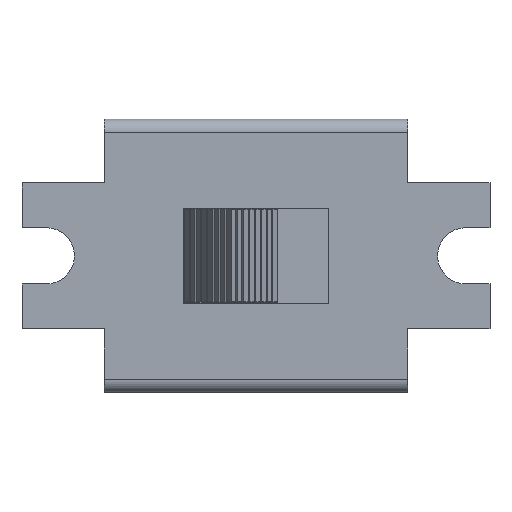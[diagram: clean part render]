
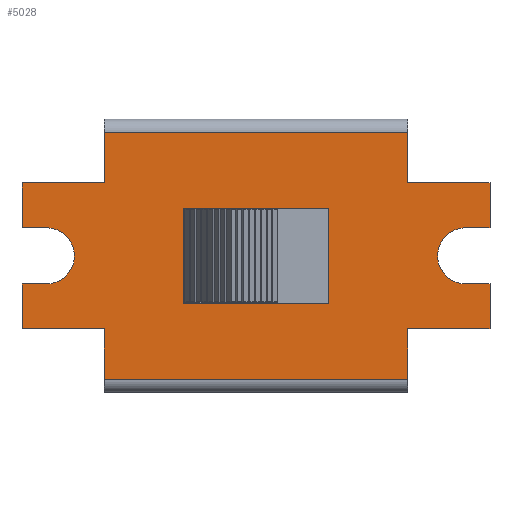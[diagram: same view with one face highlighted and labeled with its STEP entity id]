
A CAD part, top view. The second image highlights one B-rep face of the part: STEP entity #5028.
In plain terms, the highlighted planar face has unit normal (0, 0, 1).
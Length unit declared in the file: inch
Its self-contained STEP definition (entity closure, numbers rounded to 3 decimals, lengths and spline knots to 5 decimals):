
#144=FACE_BOUND('',#772,.T.);
#273=PLANE('',#5348);
#500=FACE_OUTER_BOUND('',#771,.T.);
#771=EDGE_LOOP('',(#4029,#4030,#4031,#4032,#4033,#4034,#4035,#4036,#4037,
#4038,#4039,#4040,#4041,#4042,#4043,#4044,#4045,#4046,#4047,#4048));
#772=EDGE_LOOP('',(#4049,#4050,#4051,#4052));
#950=CIRCLE('',#5299,0.04626);
#954=CIRCLE('',#5312,0.04626);
#1226=LINE('',#7326,#1796);
#1230=LINE('',#7333,#1800);
#1233=LINE('',#7339,#1803);
#1237=LINE('',#7351,#1807);
#1240=LINE('',#7357,#1810);
#1243=LINE('',#7363,#1813);
#1248=LINE('',#7373,#1818);
#1263=LINE('',#7407,#1833);
#1267=LINE('',#7414,#1837);
#1270=LINE('',#7420,#1840);
#1274=LINE('',#7432,#1844);
#1277=LINE('',#7438,#1847);
#1280=LINE('',#7444,#1850);
#1283=LINE('',#7450,#1853);
#1287=LINE('',#7458,#1857);
#1290=LINE('',#7464,#1860);
#1293=LINE('',#7469,#1863);
#1322=LINE('',#7524,#1892);
#1323=LINE('',#7527,#1893);
#1324=LINE('',#7531,#1894);
#1325=LINE('',#7532,#1895);
#1326=LINE('',#7533,#1896);
#1796=VECTOR('',#5976,0.3937);
#1800=VECTOR('',#5982,0.3937);
#1803=VECTOR('',#5987,0.3937);
#1807=VECTOR('',#5999,0.3937);
#1810=VECTOR('',#6004,0.3937);
#1813=VECTOR('',#6009,0.3937);
#1818=VECTOR('',#6018,0.3937);
#1833=VECTOR('',#6039,0.3937);
#1837=VECTOR('',#6045,0.3937);
#1840=VECTOR('',#6050,0.3937);
#1844=VECTOR('',#6062,0.3937);
#1847=VECTOR('',#6067,0.3937);
#1850=VECTOR('',#6072,0.3937);
#1853=VECTOR('',#6077,0.3937);
#1857=VECTOR('',#6083,0.3937);
#1860=VECTOR('',#6088,0.3937);
#1863=VECTOR('',#6093,0.3937);
#1892=VECTOR('',#6172,0.3937);
#1893=VECTOR('',#6177,0.3937);
#1894=VECTOR('',#6180,0.3937);
#1895=VECTOR('',#6181,0.3937);
#1896=VECTOR('',#6182,0.3937);
#2331=VERTEX_POINT('',#7324);
#2332=VERTEX_POINT('',#7325);
#2334=VERTEX_POINT('',#7332);
#2336=VERTEX_POINT('',#7338);
#2338=VERTEX_POINT('',#7344);
#2340=VERTEX_POINT('',#7350);
#2342=VERTEX_POINT('',#7356);
#2344=VERTEX_POINT('',#7362);
#2347=VERTEX_POINT('',#7371);
#2362=VERTEX_POINT('',#7405);
#2363=VERTEX_POINT('',#7406);
#2365=VERTEX_POINT('',#7413);
#2367=VERTEX_POINT('',#7419);
#2369=VERTEX_POINT('',#7425);
#2371=VERTEX_POINT('',#7431);
#2373=VERTEX_POINT('',#7437);
#2375=VERTEX_POINT('',#7443);
#2376=VERTEX_POINT('',#7448);
#2377=VERTEX_POINT('',#7449);
#2380=VERTEX_POINT('',#7457);
#2382=VERTEX_POINT('',#7463);
#2384=VERTEX_POINT('',#7523);
#2385=VERTEX_POINT('',#7529);
#2386=VERTEX_POINT('',#7530);
#2899=EDGE_CURVE('',#2331,#2332,#1226,.T.);
#2903=EDGE_CURVE('',#2334,#2331,#1230,.T.);
#2906=EDGE_CURVE('',#2336,#2334,#1233,.T.);
#2909=EDGE_CURVE('',#2338,#2336,#950,.T.);
#2912=EDGE_CURVE('',#2340,#2338,#1237,.T.);
#2915=EDGE_CURVE('',#2342,#2340,#1240,.T.);
#2918=EDGE_CURVE('',#2344,#2342,#1243,.T.);
#2924=EDGE_CURVE('',#2347,#2344,#1248,.T.);
#2940=EDGE_CURVE('',#2362,#2363,#1263,.T.);
#2944=EDGE_CURVE('',#2365,#2362,#1267,.T.);
#2947=EDGE_CURVE('',#2367,#2365,#1270,.T.);
#2950=EDGE_CURVE('',#2369,#2367,#954,.T.);
#2953=EDGE_CURVE('',#2371,#2369,#1274,.T.);
#2956=EDGE_CURVE('',#2373,#2371,#1277,.T.);
#2959=EDGE_CURVE('',#2375,#2373,#1280,.T.);
#2962=EDGE_CURVE('',#2376,#2377,#1283,.T.);
#2966=EDGE_CURVE('',#2380,#2376,#1287,.T.);
#2969=EDGE_CURVE('',#2382,#2380,#1290,.T.);
#2972=EDGE_CURVE('',#2377,#2382,#1293,.T.);
#3001=EDGE_CURVE('',#2363,#2384,#1322,.T.);
#3003=EDGE_CURVE('',#2384,#2347,#1323,.T.);
#3004=EDGE_CURVE('',#2385,#2386,#1324,.T.);
#3005=EDGE_CURVE('',#2332,#2385,#1325,.T.);
#3006=EDGE_CURVE('',#2386,#2375,#1326,.T.);
#4029=ORIENTED_EDGE('',*,*,#3004,.F.);
#4030=ORIENTED_EDGE('',*,*,#3005,.F.);
#4031=ORIENTED_EDGE('',*,*,#2899,.F.);
#4032=ORIENTED_EDGE('',*,*,#2903,.F.);
#4033=ORIENTED_EDGE('',*,*,#2906,.F.);
#4034=ORIENTED_EDGE('',*,*,#2909,.F.);
#4035=ORIENTED_EDGE('',*,*,#2912,.F.);
#4036=ORIENTED_EDGE('',*,*,#2915,.F.);
#4037=ORIENTED_EDGE('',*,*,#2918,.F.);
#4038=ORIENTED_EDGE('',*,*,#2924,.F.);
#4039=ORIENTED_EDGE('',*,*,#3003,.F.);
#4040=ORIENTED_EDGE('',*,*,#3001,.F.);
#4041=ORIENTED_EDGE('',*,*,#2940,.F.);
#4042=ORIENTED_EDGE('',*,*,#2944,.F.);
#4043=ORIENTED_EDGE('',*,*,#2947,.F.);
#4044=ORIENTED_EDGE('',*,*,#2950,.F.);
#4045=ORIENTED_EDGE('',*,*,#2953,.F.);
#4046=ORIENTED_EDGE('',*,*,#2956,.F.);
#4047=ORIENTED_EDGE('',*,*,#2959,.F.);
#4048=ORIENTED_EDGE('',*,*,#3006,.F.);
#4049=ORIENTED_EDGE('',*,*,#2972,.T.);
#4050=ORIENTED_EDGE('',*,*,#2969,.T.);
#4051=ORIENTED_EDGE('',*,*,#2966,.T.);
#4052=ORIENTED_EDGE('',*,*,#2962,.T.);
#5028=ADVANCED_FACE('',(#500,#144),#273,.T.);
#5299=AXIS2_PLACEMENT_3D('',#7345,#5992,#5993);
#5312=AXIS2_PLACEMENT_3D('',#7426,#6055,#6056);
#5348=AXIS2_PLACEMENT_3D('',#7528,#6178,#6179);
#5976=DIRECTION('',(1.,0.,0.));
#5982=DIRECTION('',(0.,1.,0.));
#5987=DIRECTION('',(-1.,0.,0.));
#5992=DIRECTION('center_axis',(0.,0.,
1.));
#5993=DIRECTION('ref_axis',(0.,-1.,0.));
#5999=DIRECTION('',(1.,0.,0.));
#6004=DIRECTION('',(0.,1.,0.));
#6009=DIRECTION('',(-1.,0.,0.));
#6018=DIRECTION('',(0.,1.,0.));
#6039=DIRECTION('',(-1.,0.,0.));
#6045=DIRECTION('',(0.,-1.,0.));
#6050=DIRECTION('',(1.,0.,0.));
#6055=DIRECTION('center_axis',(0.,0.,
1.));
#6056=DIRECTION('ref_axis',(0.,1.,0.));
#6062=DIRECTION('',(-1.,0.,0.));
#6067=DIRECTION('',(0.,-1.,0.));
#6072=DIRECTION('',(1.,0.,0.));
#6077=DIRECTION('',(1.,0.,0.));
#6083=DIRECTION('',(0.,1.,0.));
#6088=DIRECTION('',(-1.,0.,0.));
#6093=DIRECTION('',(0.,-1.,0.));
#6172=DIRECTION('',(0.,-1.,0.));
#6177=DIRECTION('',(-1.,0.,0.));
#6178=DIRECTION('center_axis',(0.,0.,
1.));
#6179=DIRECTION('ref_axis',(1.,0.,0.));
#6180=DIRECTION('',(1.,0.,0.));
#6181=DIRECTION('',(0.,1.,0.));
#6182=DIRECTION('',(0.,-1.,0.));
#7324=CARTESIAN_POINT('',(-0.38504,0.12008,0.3));
#7325=CARTESIAN_POINT('',(-0.25,0.12008,0.3));
#7326=CARTESIAN_POINT('',(-0.38504,0.12008,0.3));
#7332=CARTESIAN_POINT('',(-0.38504,0.04626,0.3));
#7333=CARTESIAN_POINT('',(-0.38504,0.04626,0.3));
#7338=CARTESIAN_POINT('',(-0.34508,0.04626,0.3));
#7339=CARTESIAN_POINT('',(-0.34508,0.04626,0.3));
#7344=CARTESIAN_POINT('',(-0.34508,-0.04626,0.3));
#7345=CARTESIAN_POINT('Origin',(-0.34508,0.,
0.3));
#7350=CARTESIAN_POINT('',(-0.38504,-0.04626,0.3));
#7351=CARTESIAN_POINT('',(-0.38504,-0.04626,0.3));
#7356=CARTESIAN_POINT('',(-0.38504,-0.12008,0.3));
#7357=CARTESIAN_POINT('',(-0.38504,-0.12008,0.3));
#7362=CARTESIAN_POINT('',(-0.25,-0.12008,0.3));
#7363=CARTESIAN_POINT('',(-0.25,-0.12008,0.3));
#7371=CARTESIAN_POINT('',(-0.25,-0.20295,0.3));
#7373=CARTESIAN_POINT('',(-0.25,-0.225,0.3));
#7405=CARTESIAN_POINT('',(0.38504,-0.12008,0.3));
#7406=CARTESIAN_POINT('',(0.25,-0.12008,0.3));
#7407=CARTESIAN_POINT('',(0.38504,-0.12008,0.3));
#7413=CARTESIAN_POINT('',(0.38504,-0.04626,0.3));
#7414=CARTESIAN_POINT('',(0.38504,-0.04626,0.3));
#7419=CARTESIAN_POINT('',(0.34508,-0.04626,0.3));
#7420=CARTESIAN_POINT('',(0.34508,-0.04626,0.3));
#7425=CARTESIAN_POINT('',(0.34508,0.04626,0.3));
#7426=CARTESIAN_POINT('Origin',(0.34508,0.,0.3));
#7431=CARTESIAN_POINT('',(0.38504,0.04626,0.3));
#7432=CARTESIAN_POINT('',(0.38504,0.04626,0.3));
#7437=CARTESIAN_POINT('',(0.38504,0.12008,0.3));
#7438=CARTESIAN_POINT('',(0.38504,0.12008,0.3));
#7443=CARTESIAN_POINT('',(0.25,0.12008,0.3));
#7444=CARTESIAN_POINT('',(0.25,0.12008,0.3));
#7448=CARTESIAN_POINT('',(-0.12008,0.07874,0.3));
#7449=CARTESIAN_POINT('',(0.12008,0.07874,0.3));
#7450=CARTESIAN_POINT('',(-0.06004,0.07874,0.3));
#7457=CARTESIAN_POINT('',(-0.12008,-0.07874,0.3));
#7458=CARTESIAN_POINT('',(-0.12008,-0.03937,0.3));
#7463=CARTESIAN_POINT('',(0.12008,-0.07874,0.3));
#7464=CARTESIAN_POINT('',(0.06004,-0.07874,0.3));
#7469=CARTESIAN_POINT('',(0.12008,0.03937,0.3));
#7523=CARTESIAN_POINT('',(0.25,-0.20295,0.3));
#7524=CARTESIAN_POINT('',(0.25,-0.12008,0.3));
#7527=CARTESIAN_POINT('',(0.125,-0.20295,0.3));
#7528=CARTESIAN_POINT('Origin',(0.,0.,
0.3));
#7529=CARTESIAN_POINT('',(-0.25,0.20295,0.3));
#7530=CARTESIAN_POINT('',(0.25,0.20295,0.3));
#7531=CARTESIAN_POINT('',(-0.125,0.20295,0.3));
#7532=CARTESIAN_POINT('',(-0.25,0.12008,0.3));
#7533=CARTESIAN_POINT('',(0.25,0.225,0.3));
